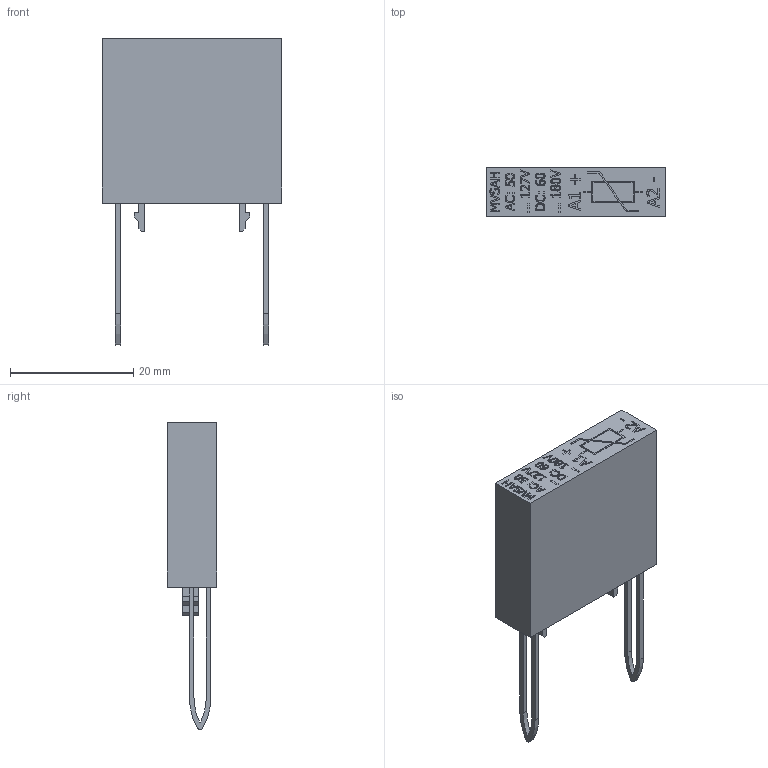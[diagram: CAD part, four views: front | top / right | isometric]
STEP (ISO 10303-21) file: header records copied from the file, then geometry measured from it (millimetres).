
FILE_DESCRIPTION((''),'2;1');
FILE_NAME('12C70086G02 - 300SRCS5AH.stp','2015-05-26T09:39:13',('rshanor'),(''),'Autodesk Inventor 2013','Autodesk Inventor 2013','');
FILE_SCHEMA(('AUTOMOTIVE_DESIGN { 1 2 10303 214 0 1 1 1 }'));
Length unit declared in the file: inch
Products named in the file (1): 12C70086G02
Bounding box: 29.05 x 8.03 x 49.77 mm (x, y, z)
Volume: 2879.4 mm3; surface area: 7036.1 mm2
Topology: 2 solids, 2 shells, 1165 faces, 3218 edges, 2131 vertices
Faces by surface type: plane 805, bspline 301, cylinder 57, torus 2
Full cylindrical faces by diameter (mm): 0.6 x4, 1.4 x1, 5.5 x1, 6.75 x1, 8 x1
Entity records: 40521 total; most frequent: CARTESIAN_POINT 11490, ORIENTED_EDGE 6436, DIRECTION 4460, EDGE_CURVE 3218, VECTOR 2500, LINE 2500, VERTEX_POINT 2131, EDGE_LOOP 1295
